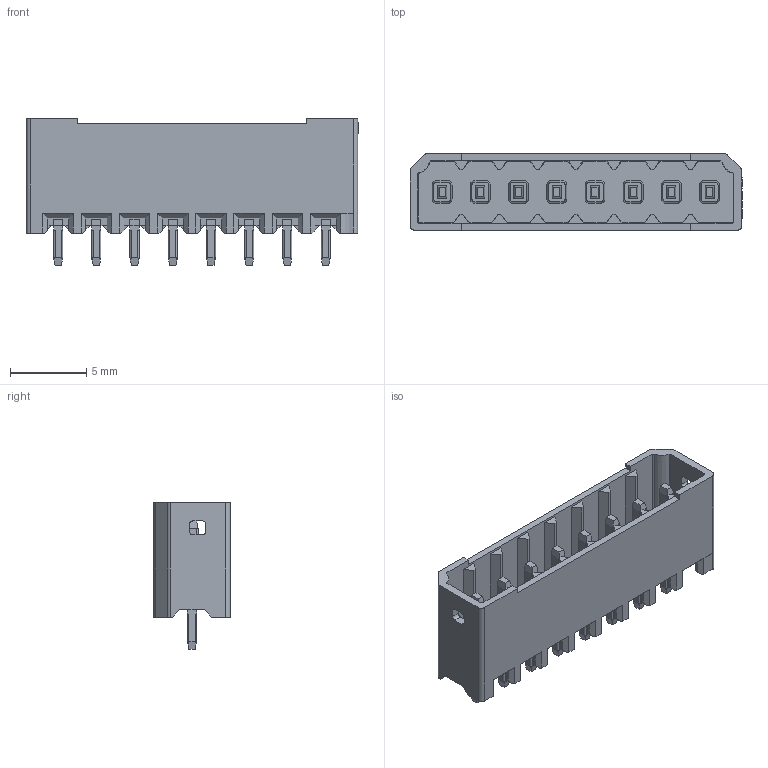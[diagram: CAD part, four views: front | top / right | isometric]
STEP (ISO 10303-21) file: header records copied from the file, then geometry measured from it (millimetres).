
FILE_DESCRIPTION(('Creo Elements/Direct Modeling STEP Export'),'2;1');
FILE_NAME('model.stp','2020-10-14T 0:07:41',(''),(''),'Creo Elements/Direct Modeling STEP processor for AP214 (Solid Model)','Creo Elements/Direct Modeling 20.1A 29-Sep-2018 (C) Parametric Technology GmbH','');
FILE_SCHEMA(('AUTOMOTIVE_DESIGN { 1 0 10303 214 1 1 1 1 }'));
Length unit declared in the file: millimetre
Products named in the file (3): LP_PTSM_0_5_2_5_G_Stift_V.1.3; AT_PTSM_0_5_HV_2_5_THR.1; PTSM_0.5_8-HV-2.5-THR
Assembly tree (9 placements, depth 2):
  PTSM_0.5_8-HV-2.5-THR
    LP_PTSM_0_5_2_5_G_Stift_V.1.3  x8
    AT_PTSM_0_5_HV_2_5_THR.1
Bounding box: 21.72 x 5 x 9.6 mm (x, y, z)
Volume: 393.5 mm3; surface area: 1197 mm2
Topology: 9 solids, 9 shells, 951 faces, 2741 edges, 1821 vertices
Faces by surface type: plane 804, cylinder 113, cone 34
Entity records: 26661 total; most frequent: CARTESIAN_POINT 3850, ORIENTED_EDGE 3802, DIRECTION 3379, EDGE_CURVE 1901, VECTOR 1695, LINE 1695, VERTEX_POINT 1261, AXIS2_PLACEMENT_3D 842
